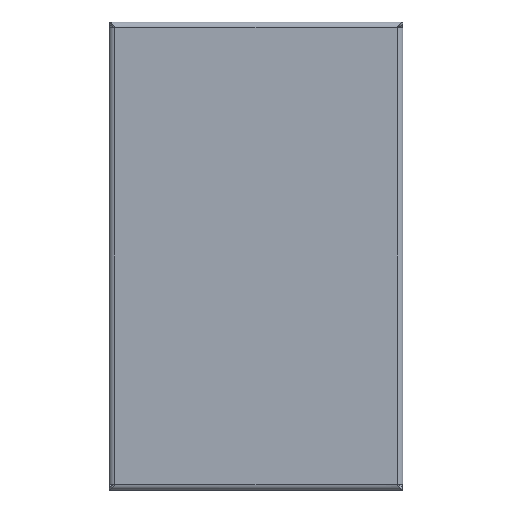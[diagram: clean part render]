
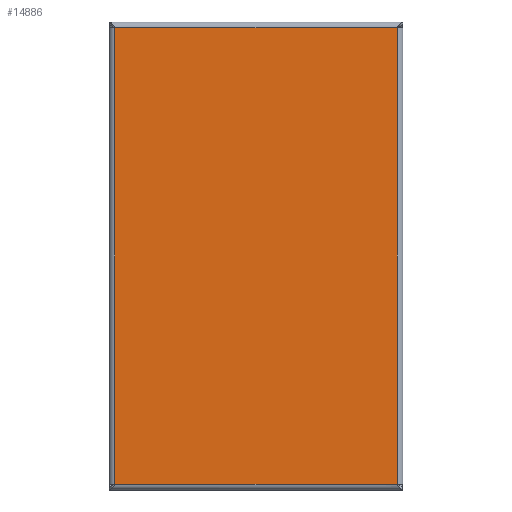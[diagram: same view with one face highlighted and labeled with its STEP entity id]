
A CAD part, front view. The second image highlights one B-rep face of the part: STEP entity #14886.
In plain terms, the highlighted planar face has unit normal (0, -1, 0).
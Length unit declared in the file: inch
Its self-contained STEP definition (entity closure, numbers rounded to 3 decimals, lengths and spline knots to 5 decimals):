
#616 = ORIENTED_EDGE ( 'NONE', *, *, #10057, .T. ) ;
#916 = CARTESIAN_POINT ( 'NONE',  ( 2.251, 0., -3.39 ) ) ;
#1302 = EDGE_CURVE ( 'NONE', #19425, #19655, #2748, .T. ) ;
#1646 = DIRECTION ( 'NONE',  ( 0., 0., -1. ) ) ;
#1702 = ORIENTED_EDGE ( 'NONE', *, *, #13171, .T. ) ;
#1724 = CARTESIAN_POINT ( 'NONE',  ( -2.251, 0., 3.89 ) ) ;
#1731 = PLANE ( 'NONE',  #12514 ) ;
#2056 = DIRECTION ( 'NONE',  ( -1., 0., 0. ) ) ;
#2313 = CARTESIAN_POINT ( 'NONE',  ( -2.34, 0., 3.89 ) ) ;
#2748 = LINE ( 'NONE', #4122, #3684 ) ;
#2816 = EDGE_LOOP ( 'NONE', ( #5255, #16449, #1702, #616 ) ) ;
#3684 = VECTOR ( 'NONE', #7382, 39.37008 ) ;
#3907 = FACE_OUTER_BOUND ( 'NONE', #2816, .T. ) ;
#4087 = VECTOR ( 'NONE', #19454, 39.37008 ) ;
#4122 = CARTESIAN_POINT ( 'NONE',  ( 2.251, 0., 3.89 ) ) ;
#4765 = CARTESIAN_POINT ( 'NONE',  ( 2.251, 0., 3.89 ) ) ;
#5145 = CARTESIAN_POINT ( 'NONE',  ( -2.251, 0., 3.89 ) ) ;
#5255 = ORIENTED_EDGE ( 'NONE', *, *, #5912, .F. ) ;
#5912 = EDGE_CURVE ( 'NONE', #19655, #16553, #14432, .T. ) ;
#7382 = DIRECTION ( 'NONE',  ( 0., 0., -1. ) ) ;
#8026 = VECTOR ( 'NONE', #1646, 39.37008 ) ;
#8168 = DIRECTION ( 'NONE',  ( 1., 0., 0. ) ) ;
#9071 = VERTEX_POINT ( 'NONE', #1724 ) ;
#10057 = EDGE_CURVE ( 'NONE', #9071, #16553, #14728, .T. ) ;
#11674 = CARTESIAN_POINT ( 'NONE',  ( -2.251, 0., -3.39 ) ) ;
#12207 = VECTOR ( 'NONE', #2056, 39.37008 ) ;
#12514 = AXIS2_PLACEMENT_3D ( 'NONE', #2313, #17783, #8168 ) ;
#12909 = LINE ( 'NONE', #13101, #4087 ) ;
#12965 = CARTESIAN_POINT ( 'NONE',  ( -2.34, 0., -3.39 ) ) ;
#13101 = CARTESIAN_POINT ( 'NONE',  ( -2.34, 0., 3.89 ) ) ;
#13171 = EDGE_CURVE ( 'NONE', #19425, #9071, #12909, .T. ) ;
#14432 = LINE ( 'NONE', #12965, #12207 ) ;
#14728 = LINE ( 'NONE', #5145, #8026 ) ;
#14886 = ADVANCED_FACE ( 'NONE', ( #3907 ), #1731, .T. ) ;
#16449 = ORIENTED_EDGE ( 'NONE', *, *, #1302, .F. ) ;
#16553 = VERTEX_POINT ( 'NONE', #11674 ) ;
#17783 = DIRECTION ( 'NONE',  ( 0., -1., 0. ) ) ;
#19425 = VERTEX_POINT ( 'NONE', #4765 ) ;
#19454 = DIRECTION ( 'NONE',  ( -1., 0., 0. ) ) ;
#19655 = VERTEX_POINT ( 'NONE', #916 ) ;
